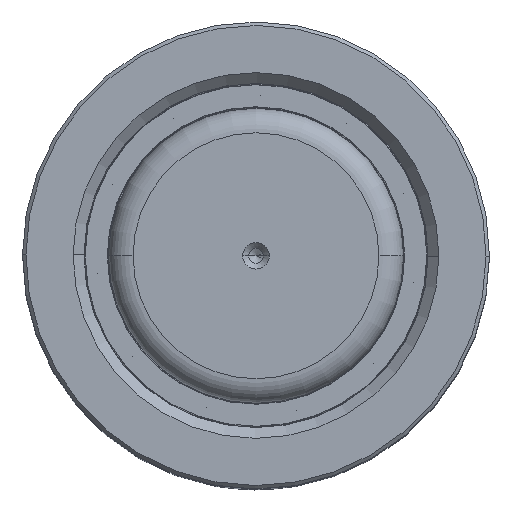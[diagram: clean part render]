
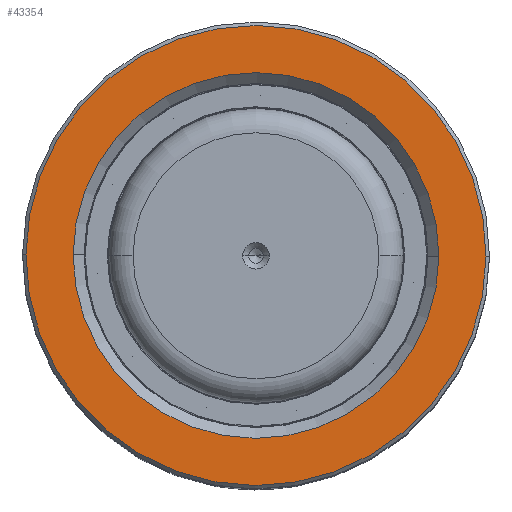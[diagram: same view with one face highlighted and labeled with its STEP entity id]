
A CAD part, top view. The second image highlights one B-rep face of the part: STEP entity #43354.
In plain terms, the highlighted planar face has unit normal (0, 0, 1).
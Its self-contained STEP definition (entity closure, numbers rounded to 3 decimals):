
#250 = CARTESIAN_POINT ( 'NONE',  ( -37.2, 0., 120. ) ) ;
#1440 = DIRECTION ( 'NONE',  ( 0., 0., -1. ) ) ;
#1650 = DIRECTION ( 'NONE',  ( 1., 0., 0. ) ) ;
#1890 = DIRECTION ( 'NONE',  ( 0., 0., 1. ) ) ;
#2098 = DIRECTION ( 'NONE',  ( 1., 0., 0. ) ) ;
#2363 = DIRECTION ( 'NONE',  ( 1., 0., 0. ) ) ;
#3691 = AXIS2_PLACEMENT_3D ( 'NONE', #61141, #1440, #1650 ) ;
#6772 = DIRECTION ( 'NONE',  ( 0., 0., -1. ) ) ;
#10486 = CARTESIAN_POINT ( 'NONE',  ( 46.8, 0., 120. ) ) ;
#12974 = CARTESIAN_POINT ( 'NONE',  ( 37.2, 0., 120. ) ) ;
#15876 = VERTEX_POINT ( 'NONE', #12974 ) ;
#16568 = CARTESIAN_POINT ( 'NONE',  ( 0., 0., 120. ) ) ;
#21442 = VERTEX_POINT ( 'NONE', #250 ) ;
#21811 = DIRECTION ( 'NONE',  ( 1., 0., 0. ) ) ;
#21899 = ORIENTED_EDGE ( 'NONE', *, *, #56823, .T. ) ;
#22506 = CARTESIAN_POINT ( 'NONE',  ( 0., 0., 120. ) ) ;
#23536 = EDGE_LOOP ( 'NONE', ( #57107, #52071 ) ) ;
#25329 = ORIENTED_EDGE ( 'NONE', *, *, #37787, .T. ) ;
#26441 = EDGE_CURVE ( 'NONE', #15876, #21442, #33415, .T. ) ;
#27087 = DIRECTION ( 'NONE',  ( 1., 0., 0. ) ) ;
#27216 = CARTESIAN_POINT ( 'NONE',  ( 0., 0., 120. ) ) ;
#27831 = AXIS2_PLACEMENT_3D ( 'NONE', #22506, #47108, #27087 ) ;
#30015 = CIRCLE ( 'NONE', #56027, 37.2 ) ;
#33415 = CIRCLE ( 'NONE', #3691, 37.2 ) ;
#36681 = VERTEX_POINT ( 'NONE', #10486 ) ;
#37787 = EDGE_CURVE ( 'NONE', #47482, #36681, #43164, .T. ) ;
#38046 = AXIS2_PLACEMENT_3D ( 'NONE', #50240, #1890, #2098 ) ;
#38057 = PLANE ( 'NONE',  #53758 ) ;
#40925 = CIRCLE ( 'NONE', #38046, 46.8 ) ;
#43164 = CIRCLE ( 'NONE', #27831, 46.8 ) ;
#43354 = ADVANCED_FACE ( 'NONE', ( #51583, #62507 ), #38057, .T. ) ;
#44088 = CARTESIAN_POINT ( 'NONE',  ( -46.8, 0., 120. ) ) ;
#46057 = EDGE_LOOP ( 'NONE', ( #25329, #21899 ) ) ;
#47108 = DIRECTION ( 'NONE',  ( 0., 0., 1. ) ) ;
#47482 = VERTEX_POINT ( 'NONE', #44088 ) ;
#50240 = CARTESIAN_POINT ( 'NONE',  ( 0., 0., 120. ) ) ;
#51583 = FACE_OUTER_BOUND ( 'NONE', #46057, .T. ) ;
#52071 = ORIENTED_EDGE ( 'NONE', *, *, #56349, .T. ) ;
#52252 = DIRECTION ( 'NONE',  ( 0., 0., 1. ) ) ;
#53758 = AXIS2_PLACEMENT_3D ( 'NONE', #27216, #52252, #2363 ) ;
#56027 = AXIS2_PLACEMENT_3D ( 'NONE', #16568, #6772, #21811 ) ;
#56349 = EDGE_CURVE ( 'NONE', #21442, #15876, #30015, .T. ) ;
#56823 = EDGE_CURVE ( 'NONE', #36681, #47482, #40925, .T. ) ;
#57107 = ORIENTED_EDGE ( 'NONE', *, *, #26441, .T. ) ;
#61141 = CARTESIAN_POINT ( 'NONE',  ( 0., 0., 120. ) ) ;
#62507 = FACE_BOUND ( 'NONE', #23536, .T. ) ;
